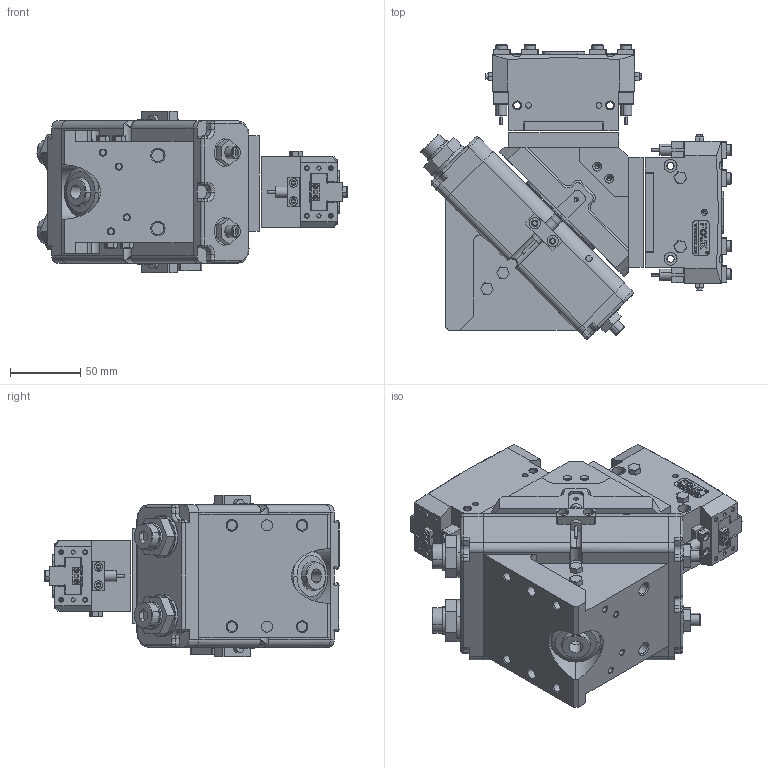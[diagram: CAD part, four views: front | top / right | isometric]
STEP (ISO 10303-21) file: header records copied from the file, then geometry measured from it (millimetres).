
FILE_DESCRIPTION (( 'STEP AP203' ), '1' );
FILE_NAME ('TG32-TR46-101-0¡ã.STEP', '2025-02-19T06:24:20', ( 'USER-' ), ( 'Microsoft' ), 'SwSTEP 2.0', 'SolidWorks 2018', '' );
FILE_SCHEMA (( 'CONFIG_CONTROL_DESIGN' ));
Length unit declared in the file: millimetre
Products named in the file (45): TG32.sldasm-Part-60; TG32.sldasm-Part-80; TR46 -101杅耀.sldasm-Part-4; 茞癹弇蹟譫; TG32-TR46-101-0°; TG32.sldasm-Part-59; TG32.sldasm-Part-83; TG32.sldasm-Part-69; 埴翐芛_GB_FASTENER_SCREWS_HSHCS M2X8-N; 蟀諉啣4; TG32-M-12-A茞癹弇傷裔; TG32.sldasm-Part-70; TG32-M-05 遣喳傷裔; TR46 -101杅耀.sldasm-Part-14; TR46 -101杅耀.sldasm-Part-17; TR46 -101杅耀; TR46 -101杅耀.sldasm-Part-12; TG32.sldasm-Part-63; TR46 -101杅耀.sldasm-Part-2; TG32.sldasm-Part-77; 揤輸蚾饜极; TR46 -101杅耀.sldasm-Part-10; TG32.sldasm-Part-68; TG32.sldasm-Part-82; TG32.sldasm-Part-84; TG32.sldasm-Part-92; TR46 -101杅耀.sldasm-Part-11; 25x12-R3; TR46 -101杅耀.sldasm-Part-16; TR46 -101杅耀.sldasm-Part-8; TG32; TR46 -101杅耀.sldasm-Part-15; TR46 -101杅耀.sldasm-Part-5; TG32.sldasm-Part-76; TG32.sldasm-Part-62; TG32.sldasm-Part-61; 揤輸杅耀.sldasm-Part-9; 茞癹弇蹟恇裝; TG32.sldasm-Part-90; TG32.sldasm-Part-72 ...
Assembly tree (58 placements, depth 4):
  TG32-TR46-101-0°
    TG32
      TG32.sldasm-Part-59  x2
      TG32.sldasm-Part-60
      TG32.sldasm-Part-61
      TG32.sldasm-Part-62
      TG32.sldasm-Part-63
      TG32.sldasm-Part-68
      TG32.sldasm-Part-69
      TG32.sldasm-Part-70
      TG32.sldasm-Part-71
      TG32.sldasm-Part-72
      TG32.sldasm-Part-76
      TG32.sldasm-Part-77
      TG32.sldasm-Part-80
      TG32.sldasm-Part-82
      TG32.sldasm-Part-83
      TG32.sldasm-Part-84
      TG32.sldasm-Part-86
      TG32.sldasm-Part-90
      TG32.sldasm-Part-92
      TG32-M-05 遣喳傷裔
      TG32-M-12-A茞癹弇傷裔
      TG32-M-02 眻褒輸
      茞癹弇傷裔菜え  x2
      茞癹弇蹟恇裝  x2
      茞癹弇蹟譫  x2
      25x12-R3
    蟀諉啣4  x2
    TR46 -101杅耀  x2
      TR46 -101杅耀.sldasm-Part-2
      TR46 -101杅耀.sldasm-Part-4
      TR46 -101杅耀.sldasm-Part-5
      TR46 -101杅耀.sldasm-Part-8
      TR46 -101杅耀.sldasm-Part-10
      TR46 -101杅耀.sldasm-Part-11
      TR46 -101杅耀.sldasm-Part-12
      TR46 -101杅耀.sldasm-Part-14
      TR46 -101杅耀.sldasm-Part-15
      TR46 -101杅耀.sldasm-Part-16
      TR46 -101杅耀.sldasm-Part-17
      TR46-101菁裔啣杅耀.sldasm-Part-35
      揤輸蚾饜极
        揤輸杅耀.sldasm-Part-9
        埴翐芛_GB_FASTENER_SCREWS_HSHCS M2X8-N  x2
      25x12-R3
    TG32.sldasm-Part-60  x4
Bounding box: 220.45 x 209.06 x 115 mm (x, y, z)
Volume: 2057509.9 mm3; surface area: 351504.1 mm2
Topology: 76 solids, 89 shells, 3808 faces, 9678 edges, 6215 vertices
Faces by surface type: plane 1859, cylinder 1029, bspline 467, cone 400, torus 43, sphere 10
Entity records: 66458 total; most frequent: CARTESIAN_POINT 17566, ORIENTED_EDGE 9082, DIRECTION 8925, EDGE_CURVE 4541, AXIS2_PLACEMENT_3D 3121, VERTEX_POINT 2928, LINE 2683, VECTOR 2683
